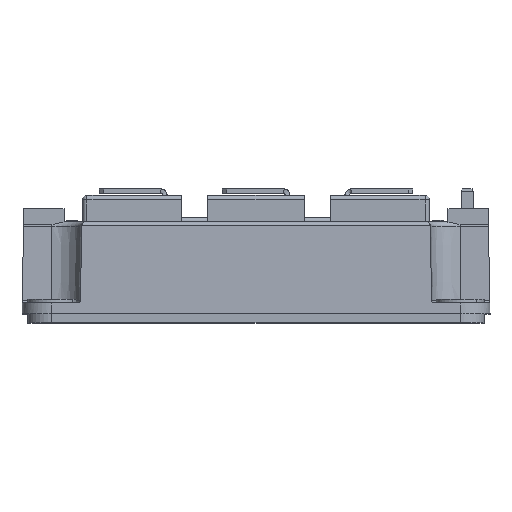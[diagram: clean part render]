
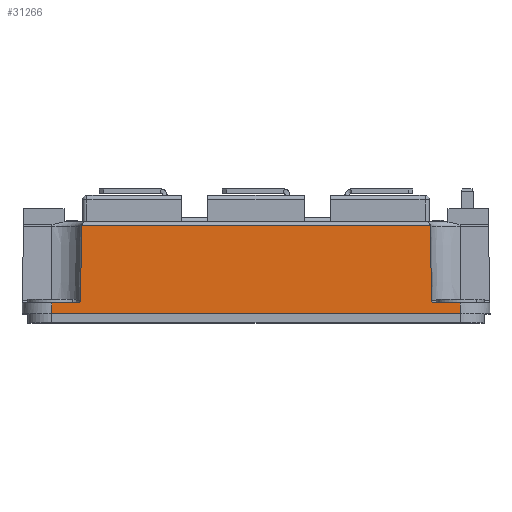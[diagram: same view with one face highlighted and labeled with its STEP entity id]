
A CAD part, top view. The second image highlights one B-rep face of the part: STEP entity #31266.
In plain terms, the highlighted planar face has unit normal (0, 0.018, 1).
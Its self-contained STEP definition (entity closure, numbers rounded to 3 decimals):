
#334 = CARTESIAN_POINT ( 'NONE',  ( -59.793, 2.937, 38.712 ) ) ;
#511 = ORIENTED_EDGE ( 'NONE', *, *, #24821, .T. ) ;
#589 = ORIENTED_EDGE ( 'NONE', *, *, #9779, .T. ) ;
#919 = ORIENTED_EDGE ( 'NONE', *, *, #30325, .T. ) ;
#1213 = CARTESIAN_POINT ( 'NONE',  ( -53.096, 0.32, 38.758 ) ) ;
#1227 = CARTESIAN_POINT ( 'NONE',  ( -53.05, 2.937, 38.712 ) ) ;
#1797 = VERTEX_POINT ( 'NONE', #17683 ) ;
#2369 = CARTESIAN_POINT ( 'NONE',  ( -46.17, 20.454, 38.406 ) ) ;
#2585 = CARTESIAN_POINT ( 'NONE',  ( -53.094, 0.437, 38.756 ) ) ;
#4408 = CARTESIAN_POINT ( 'NONE',  ( 40.065, 2.937, 38.712 ) ) ;
#4636 = VECTOR ( 'NONE', #14233, 1000. ) ;
#5050 = DIRECTION ( 'NONE',  ( -1., 0., 0. ) ) ;
#5796 = DIRECTION ( 'NONE',  ( 1., 0., 0. ) ) ;
#5840 = DIRECTION ( 'NONE',  ( -0.017, 1., -0.017 ) ) ;
#5973 = VERTEX_POINT ( 'NONE', #21937 ) ;
#6331 = CARTESIAN_POINT ( 'NONE',  ( 33.523, 2.065, 38.727 ) ) ;
#6452 = ORIENTED_EDGE ( 'NONE', *, *, #9324, .T. ) ;
#6951 = VECTOR ( 'NONE', #5840, 1000. ) ;
#7032 = PLANE ( 'NONE',  #13763 ) ;
#7474 = FACE_OUTER_BOUND ( 'NONE', #11894, .T. ) ;
#7514 = CARTESIAN_POINT ( 'NONE',  ( -46.484, 3.428, 38.703 ) ) ;
#7982 = CARTESIAN_POINT ( 'NONE',  ( -46.984, 2.937, 38.712 ) ) ;
#8198 =( BOUNDED_CURVE ( )  B_SPLINE_CURVE ( 3, ( #17311, #33285, #30527, #17546 ),
 .UNSPECIFIED., .F., .F. ) 
 B_SPLINE_CURVE_WITH_KNOTS ( ( 4, 4 ),
 ( 3.142, 4.695 ),
 .UNSPECIFIED. ) 
 CURVE ( )  GEOMETRIC_REPRESENTATION_ITEM ( )  RATIONAL_B_SPLINE_CURVE ( ( 1., 0.809, 0.809, 1. ) ) 
 REPRESENTATION_ITEM ( '' )  );
#8357 = VECTOR ( 'NONE', #30470, 1000. ) ;
#8476 = LINE ( 'NONE', #32798, #22652 ) ;
#9133 = CARTESIAN_POINT ( 'NONE',  ( -46.187, 20.454, 38.406 ) ) ;
#9166 = EDGE_CURVE ( 'Defeatured_0_207+Defeatured_0_190+Defeatured_0_210+Defeatured_0_216', #15154, #17045, #12194, .T. ) ;
#9222 = EDGE_CURVE ( 'Defeatured_0_197+Defeatured_0_190+Defeatured_0_216+Defeatured_0_247', #19542, #31145, #26329, .T. ) ;
#9324 = EDGE_CURVE ( 'Defeatured_0_190+Defeatured_0_209+Defeatured_0_213+Defeatured_0_223', #32564, #1797, #8476, .T. ) ;
#9779 = EDGE_CURVE ( 'Defeatured_0_190+Defeatured_0_223+Defeatured_0_209+Defeatured_0_203', #1797, #5973, #8198, .T. ) ;
#11079 = VECTOR ( 'NONE', #5050, 1000. ) ;
#11251 = CARTESIAN_POINT ( 'NONE',  ( -46.984, 2.937, 38.712 ) ) ;
#11590 = CARTESIAN_POINT ( 'NONE',  ( 33.202, 20.454, 38.406 ) ) ;
#11894 = EDGE_LOOP ( 'NONE', ( #15965, #511, #27485, #31252, #21850, #919, #17827, #19622, #6452, #589 ) ) ;
#12194 = LINE ( 'NONE', #334, #25525 ) ;
#13658 = CARTESIAN_POINT ( 'NONE',  ( -46.489, 3.139, 38.708 ) ) ;
#13763 = AXIS2_PLACEMENT_3D ( 'NONE', #26077, #30921, #23297 ) ;
#14233 = DIRECTION ( 'NONE',  ( 0.017, -1., 0.017 ) ) ;
#14463 = EDGE_CURVE ( 'Defeatured_0_190+Defeatured_0_216+Defeatured_0_197+Defeatured_0_207', #19542, #17045, #26676, .T. ) ;
#14922 = EDGE_CURVE ( 'Defeatured_0_190+Defeatured_0_213+Defeatured_0_205+Defeatured_0_209', #27101, #32564, #21504, .T. ) ;
#15154 = VERTEX_POINT ( 'NONE', #1227 ) ;
#15965 = ORIENTED_EDGE ( 'NONE', *, *, #29832, .F. ) ;
#16936 = DIRECTION ( 'NONE',  ( -1., 0., 0. ) ) ;
#17045 = VERTEX_POINT ( 'NONE', #11251 ) ;
#17311 = CARTESIAN_POINT ( 'NONE',  ( 33.999, 2.937, 38.712 ) ) ;
#17546 = CARTESIAN_POINT ( 'NONE',  ( 33.499, 3.428, 38.703 ) ) ;
#17683 = CARTESIAN_POINT ( 'NONE',  ( 33.999, 2.937, 38.712 ) ) ;
#17827 = ORIENTED_EDGE ( 'NONE', *, *, #29259, .T. ) ;
#18705 = CARTESIAN_POINT ( 'NONE',  ( -59.793, 0.437, 38.756 ) ) ;
#19159 = CARTESIAN_POINT ( 'NONE',  ( -46.54, 0.206, 38.76 ) ) ;
#19542 = VERTEX_POINT ( 'NONE', #7514 ) ;
#19622 = ORIENTED_EDGE ( 'NONE', *, *, #14922, .T. ) ;
#21315 = CARTESIAN_POINT ( 'NONE',  ( 40.078, 2.179, 38.725 ) ) ;
#21504 = LINE ( 'NONE', #21315, #6951 ) ;
#21850 = ORIENTED_EDGE ( 'NONE', *, *, #9166, .F. ) ;
#21937 = CARTESIAN_POINT ( 'NONE',  ( 33.499, 3.428, 38.703 ) ) ;
#22494 = LINE ( 'NONE', #1213, #8357 ) ;
#22652 = VECTOR ( 'NONE', #16936, 1000. ) ;
#23297 = DIRECTION ( 'NONE',  ( 0., -1., 0.017 ) ) ;
#23975 = VERTEX_POINT ( 'NONE', #11590 ) ;
#24289 = VERTEX_POINT ( 'NONE', #2585 ) ;
#24821 = EDGE_CURVE ( 'Defeatured_0_190+Defeatured_0_246+Defeatured_0_203+Defeatured_0_197', #23975, #31145, #32632, .T. ) ;
#25525 = VECTOR ( 'NONE', #5796, 1000. ) ;
#25818 = CARTESIAN_POINT ( 'NONE',  ( 40.108, 0.437, 38.756 ) ) ;
#26077 = CARTESIAN_POINT ( 'NONE',  ( -59.793, 0.437, 38.756 ) ) ;
#26329 = LINE ( 'NONE', #19159, #28021 ) ;
#26676 =( BOUNDED_CURVE ( )  B_SPLINE_CURVE ( 3, ( #31753, #13658, #34408, #7982 ),
 .UNSPECIFIED., .F., .F. ) 
 B_SPLINE_CURVE_WITH_KNOTS ( ( 4, 4 ),
 ( 1.588, 3.142 ),
 .UNSPECIFIED. ) 
 CURVE ( )  GEOMETRIC_REPRESENTATION_ITEM ( )  RATIONAL_B_SPLINE_CURVE ( ( 1., 0.809, 0.809, 1. ) ) 
 REPRESENTATION_ITEM ( '' )  );
#27101 = VERTEX_POINT ( 'NONE', #25818 ) ;
#27110 = LINE ( 'NONE', #18705, #28316 ) ;
#27485 = ORIENTED_EDGE ( 'NONE', *, *, #9222, .F. ) ;
#28021 = VECTOR ( 'NONE', #32113, 1000. ) ;
#28316 = VECTOR ( 'NONE', #29585, 1000. ) ;
#29259 = EDGE_CURVE ( 'Defeatured_0_190+Defeatured_0_205+Defeatured_0_210+Defeatured_0_213', #24289, #27101, #27110, .T. ) ;
#29585 = DIRECTION ( 'NONE',  ( 1., 0., 0. ) ) ;
#29832 = EDGE_CURVE ( 'Defeatured_0_203+Defeatured_0_190+Defeatured_0_245+Defeatured_0_223', #23975, #5973, #30377, .T. ) ;
#30325 = EDGE_CURVE ( 'Defeatured_0_190+Defeatured_0_210+Defeatured_0_207+Defeatured_0_205', #15154, #24289, #22494, .T. ) ;
#30377 = LINE ( 'NONE', #6331, #4636 ) ;
#30470 = DIRECTION ( 'NONE',  ( -0.017, -1., 0.017 ) ) ;
#30527 = CARTESIAN_POINT ( 'NONE',  ( 33.504, 3.139, 38.708 ) ) ;
#30921 = DIRECTION ( 'NONE',  ( 0., 0.017, 1. ) ) ;
#31145 = VERTEX_POINT ( 'NONE', #9133 ) ;
#31252 = ORIENTED_EDGE ( 'NONE', *, *, #14463, .T. ) ;
#31266 = ADVANCED_FACE ( 'Defeatured_0_190', ( #7474 ), #7032, .T. ) ;
#31753 = CARTESIAN_POINT ( 'NONE',  ( -46.484, 3.428, 38.703 ) ) ;
#32113 = DIRECTION ( 'NONE',  ( 0.017, 1., -0.017 ) ) ;
#32564 = VERTEX_POINT ( 'NONE', #4408 ) ;
#32632 = LINE ( 'NONE', #2369, #11079 ) ;
#32798 = CARTESIAN_POINT ( 'NONE',  ( -59.793, 2.937, 38.712 ) ) ;
#33285 = CARTESIAN_POINT ( 'NONE',  ( 33.71, 2.937, 38.712 ) ) ;
#34408 = CARTESIAN_POINT ( 'NONE',  ( -46.695, 2.937, 38.712 ) ) ;
